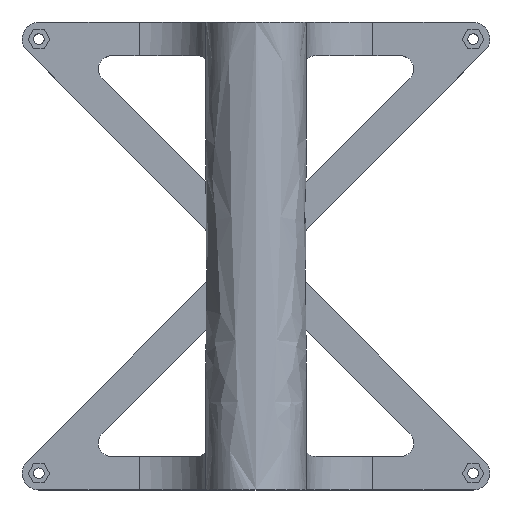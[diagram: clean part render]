
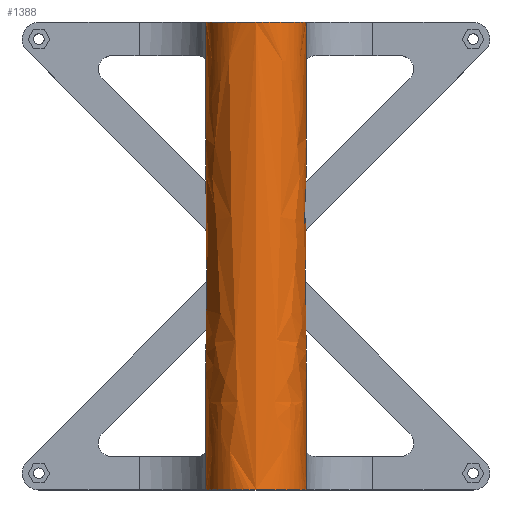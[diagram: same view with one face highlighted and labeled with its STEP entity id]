
A CAD part, top view. The second image highlights one B-rep face of the part: STEP entity #1388.
In plain terms, the highlighted free-form (B-spline) face has degree [1, 2] with [2, 9] control points.
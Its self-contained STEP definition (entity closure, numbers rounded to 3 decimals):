
#15=ELLIPSE('',#1489,16.94,15.);
#16=ELLIPSE('',#1490,16.94,15.);
#17=ELLIPSE('',#1491,16.94,15.);
#18=ELLIPSE('',#1492,16.94,15.);
#19=(
BOUNDED_SURFACE()
B_SPLINE_SURFACE(1,2,((#2499,#2500,#2501,#2502,#2503,#2504,#2505,#2506,
#2507),(#2508,#2509,#2510,#2511,#2512,#2513,#2514,#2515,#2516)),
 .UNSPECIFIED.,.F.,.T.,.F.)
B_SPLINE_SURFACE_WITH_KNOTS((2,2),(3,2,2,2,3),(3.247,11.511),
(-3.142,-1.571,0.,1.571,3.142),
 .UNSPECIFIED.)
GEOMETRIC_REPRESENTATION_ITEM()
RATIONAL_B_SPLINE_SURFACE(((1.,0.707,1.,0.707,1.,
0.707,1.,0.707,1.),(1.,0.707,1.,0.707,
1.,0.707,1.,0.707,1.)))
REPRESENTATION_ITEM('')
SURFACE()
);
#41=B_SPLINE_CURVE_WITH_KNOTS('',3,(#2125,#2126,#2127,#2128,#2129,#2130,
#2131,#2132,#2133,#2134,#2135,#2136,#2137,#2138,#2139,#2140,#2141,#2142,
#2143,#2144,#2145,#2146),.UNSPECIFIED.,.F.,.F.,(4,3,3,3,3,3,3,4),(-32.188,
-30.349,-28.509,-26.67,-24.831,
-22.991,-21.152,-19.313),.UNSPECIFIED.);
#47=B_SPLINE_CURVE_WITH_KNOTS('',3,(#2285,#2286,#2287,#2288,#2289,#2290,
#2291,#2292,#2293,#2294,#2295,#2296,#2297,#2298,#2299,#2300,#2301,#2302,
#2303,#2304,#2305,#2306),.UNSPECIFIED.,.F.,.F.,(4,3,3,3,3,3,3,4),(-32.188,
-30.349,-28.509,-26.67,-24.831,
-22.991,-21.152,-19.313),.UNSPECIFIED.);
#163=FACE_OUTER_BOUND('',#240,.T.);
#240=EDGE_LOOP('',(#1185,#1186,#1187,#1188,#1189,#1190,#1191,#1192,#1193,
#1194,#1195,#1196));
#360=LINE('',#2421,#505);
#363=LINE('',#2429,#508);
#387=LINE('',#2494,#532);
#389=LINE('',#2498,#534);
#390=LINE('',#2520,#535);
#505=VECTOR('',#1728,10.);
#508=VECTOR('',#1737,10.);
#532=VECTOR('',#1811,10.);
#534=VECTOR('',#1815,10.);
#535=VECTOR('',#1818,16.94);
#602=VERTEX_POINT('',#2108);
#604=VERTEX_POINT('',#2124);
#614=VERTEX_POINT('',#2268);
#616=VERTEX_POINT('',#2284);
#652=VERTEX_POINT('',#2420);
#654=VERTEX_POINT('',#2428);
#670=VERTEX_POINT('',#2492);
#671=VERTEX_POINT('',#2496);
#672=VERTEX_POINT('',#2517);
#673=VERTEX_POINT('',#2519);
#761=EDGE_CURVE('',#602,#604,#41,.T.);
#774=EDGE_CURVE('',#614,#616,#47,.T.);
#818=EDGE_CURVE('',#652,#616,#360,.T.);
#822=EDGE_CURVE('',#654,#604,#363,.T.);
#855=EDGE_CURVE('',#670,#614,#387,.T.);
#857=EDGE_CURVE('',#671,#602,#389,.T.);
#858=EDGE_CURVE('',#671,#672,#15,.T.);
#859=EDGE_CURVE('',#672,#673,#390,.T.);
#860=EDGE_CURVE('',#673,#652,#16,.T.);
#861=EDGE_CURVE('',#670,#673,#17,.T.);
#862=EDGE_CURVE('',#672,#654,#18,.T.);
#1185=ORIENTED_EDGE('',*,*,#857,.F.);
#1186=ORIENTED_EDGE('',*,*,#858,.T.);
#1187=ORIENTED_EDGE('',*,*,#859,.T.);
#1188=ORIENTED_EDGE('',*,*,#860,.T.);
#1189=ORIENTED_EDGE('',*,*,#818,.T.);
#1190=ORIENTED_EDGE('',*,*,#774,.F.);
#1191=ORIENTED_EDGE('',*,*,#855,.F.);
#1192=ORIENTED_EDGE('',*,*,#861,.T.);
#1193=ORIENTED_EDGE('',*,*,#859,.F.);
#1194=ORIENTED_EDGE('',*,*,#862,.T.);
#1195=ORIENTED_EDGE('',*,*,#822,.T.);
#1196=ORIENTED_EDGE('',*,*,#761,.F.);
#1388=ADVANCED_FACE('',(#163),#19,.F.);
#1489=AXIS2_PLACEMENT_3D('',#2518,#1816,#1817);
#1490=AXIS2_PLACEMENT_3D('',#2521,#1819,#1820);
#1491=AXIS2_PLACEMENT_3D('',#2522,#1821,#1822);
#1492=AXIS2_PLACEMENT_3D('',#2523,#1823,#1824);
#1728=DIRECTION('',(0.,-1.,0.));
#1737=DIRECTION('',(0.,1.,0.));
#1811=DIRECTION('',(0.,-1.,0.));
#1815=DIRECTION('',(0.,1.,0.));
#1816=DIRECTION('center_axis',(0.,1.,0.));
#1817=DIRECTION('ref_axis',(0.,0.,-1.));
#1818=DIRECTION('',(0.,1.,0.));
#1819=DIRECTION('center_axis',(0.,-1.,0.));
#1820=DIRECTION('ref_axis',(0.,0.,-1.));
#1821=DIRECTION('center_axis',(0.,-1.,0.));
#1822=DIRECTION('ref_axis',(0.,0.,-1.));
#1823=DIRECTION('center_axis',(0.,1.,0.));
#1824=DIRECTION('ref_axis',(0.,0.,-1.));
#2108=CARTESIAN_POINT('',(110.,-160.,51.94));
#2124=CARTESIAN_POINT('',(140.,-160.,51.94));
#2125=CARTESIAN_POINT('Ctrl Pts',(110.,-160.,51.94));
#2126=CARTESIAN_POINT('Ctrl Pts',(110.,-160.,49.282));
#2127=CARTESIAN_POINT('Ctrl Pts',(110.57,-160.,46.628));
#2128=CARTESIAN_POINT('Ctrl Pts',(111.613,-160.,44.295));
#2129=CARTESIAN_POINT('Ctrl Pts',(112.657,-160.,41.963));
#2130=CARTESIAN_POINT('Ctrl Pts',(114.172,-160.,39.952));
#2131=CARTESIAN_POINT('Ctrl Pts',(115.942,-160.,38.435));
#2132=CARTESIAN_POINT('Ctrl Pts',(117.712,-160.,36.918));
#2133=CARTESIAN_POINT('Ctrl Pts',(119.735,-160.,35.895));
#2134=CARTESIAN_POINT('Ctrl Pts',(121.827,-160.,35.384));
#2135=CARTESIAN_POINT('Ctrl Pts',(123.919,-160.,34.872));
#2136=CARTESIAN_POINT('Ctrl Pts',(126.08,-160.,34.871));
#2137=CARTESIAN_POINT('Ctrl Pts',(128.172,-160.,35.383));
#2138=CARTESIAN_POINT('Ctrl Pts',(130.264,-160.,35.896));
#2139=CARTESIAN_POINT('Ctrl Pts',(132.288,-160.,36.921));
#2140=CARTESIAN_POINT('Ctrl Pts',(134.058,-160.,38.437));
#2141=CARTESIAN_POINT('Ctrl Pts',(135.828,-160.,39.954));
#2142=CARTESIAN_POINT('Ctrl Pts',(137.344,-160.,41.962));
#2143=CARTESIAN_POINT('Ctrl Pts',(138.387,-160.,44.294));
#2144=CARTESIAN_POINT('Ctrl Pts',(139.43,-160.,46.626));
#2145=CARTESIAN_POINT('Ctrl Pts',(140.,-160.,49.282));
#2146=CARTESIAN_POINT('Ctrl Pts',(140.,-160.,51.94));
#2268=CARTESIAN_POINT('',(140.,-90.,51.94));
#2284=CARTESIAN_POINT('',(110.,-90.,51.94));
#2285=CARTESIAN_POINT('Ctrl Pts',(140.,-90.,51.94));
#2286=CARTESIAN_POINT('Ctrl Pts',(140.,-90.,49.282));
#2287=CARTESIAN_POINT('Ctrl Pts',(139.43,-90.,46.628));
#2288=CARTESIAN_POINT('Ctrl Pts',(138.387,-90.,44.295));
#2289=CARTESIAN_POINT('Ctrl Pts',(137.344,-90.,41.963));
#2290=CARTESIAN_POINT('Ctrl Pts',(135.828,-90.,39.952));
#2291=CARTESIAN_POINT('Ctrl Pts',(134.058,-90.,38.435));
#2292=CARTESIAN_POINT('Ctrl Pts',(132.288,-90.,36.918));
#2293=CARTESIAN_POINT('Ctrl Pts',(130.265,-90.,35.895));
#2294=CARTESIAN_POINT('Ctrl Pts',(128.173,-90.,35.384));
#2295=CARTESIAN_POINT('Ctrl Pts',(126.081,-90.,34.872));
#2296=CARTESIAN_POINT('Ctrl Pts',(123.92,-90.,34.871));
#2297=CARTESIAN_POINT('Ctrl Pts',(121.828,-90.,35.383));
#2298=CARTESIAN_POINT('Ctrl Pts',(119.736,-90.,35.896));
#2299=CARTESIAN_POINT('Ctrl Pts',(117.712,-90.,36.921));
#2300=CARTESIAN_POINT('Ctrl Pts',(115.942,-90.,38.437));
#2301=CARTESIAN_POINT('Ctrl Pts',(114.172,-90.,39.954));
#2302=CARTESIAN_POINT('Ctrl Pts',(112.656,-90.,41.962));
#2303=CARTESIAN_POINT('Ctrl Pts',(111.613,-90.,44.294));
#2304=CARTESIAN_POINT('Ctrl Pts',(110.57,-90.,46.626));
#2305=CARTESIAN_POINT('Ctrl Pts',(110.,-90.,49.282));
#2306=CARTESIAN_POINT('Ctrl Pts',(110.,-90.,51.94));
#2420=CARTESIAN_POINT('',(110.,-55.,51.94));
#2421=CARTESIAN_POINT('',(110.,-55.,51.94));
#2428=CARTESIAN_POINT('',(140.,-195.,51.94));
#2429=CARTESIAN_POINT('',(140.,-195.,51.94));
#2492=CARTESIAN_POINT('',(140.,-55.,51.94));
#2494=CARTESIAN_POINT('',(140.,-55.,51.94));
#2496=CARTESIAN_POINT('',(110.,-195.,51.94));
#2498=CARTESIAN_POINT('',(110.,-195.,51.94));
#2499=CARTESIAN_POINT('Ctrl Pts',(125.,-55.,68.88));
#2500=CARTESIAN_POINT('Ctrl Pts',(110.,-55.,68.881));
#2501=CARTESIAN_POINT('Ctrl Pts',(110.,-55.,51.94));
#2502=CARTESIAN_POINT('Ctrl Pts',(110.,-55.,35.));
#2503=CARTESIAN_POINT('Ctrl Pts',(125.,-55.,35.));
#2504=CARTESIAN_POINT('Ctrl Pts',(140.,-55.,35.));
#2505=CARTESIAN_POINT('Ctrl Pts',(140.,-55.,51.94));
#2506=CARTESIAN_POINT('Ctrl Pts',(140.,-55.,68.88));
#2507=CARTESIAN_POINT('Ctrl Pts',(125.,-55.,68.88));
#2508=CARTESIAN_POINT('Ctrl Pts',(125.,-195.,68.88));
#2509=CARTESIAN_POINT('Ctrl Pts',(110.,-195.,68.881));
#2510=CARTESIAN_POINT('Ctrl Pts',(110.,-195.,51.94));
#2511=CARTESIAN_POINT('Ctrl Pts',(110.,-195.,35.));
#2512=CARTESIAN_POINT('Ctrl Pts',(125.,-195.,35.));
#2513=CARTESIAN_POINT('Ctrl Pts',(140.,-195.,35.));
#2514=CARTESIAN_POINT('Ctrl Pts',(140.,-195.,51.94));
#2515=CARTESIAN_POINT('Ctrl Pts',(140.,-195.,68.88));
#2516=CARTESIAN_POINT('Ctrl Pts',(125.,-195.,68.88));
#2517=CARTESIAN_POINT('',(125.,-195.,68.88));
#2518=CARTESIAN_POINT('Origin',(125.,-195.,51.94));
#2519=CARTESIAN_POINT('',(125.,-55.,68.88));
#2520=CARTESIAN_POINT('',(125.,0.,68.88));
#2521=CARTESIAN_POINT('Origin',(125.,-55.,51.94));
#2522=CARTESIAN_POINT('Origin',(125.,-55.,51.94));
#2523=CARTESIAN_POINT('Origin',(125.,-195.,51.94));
